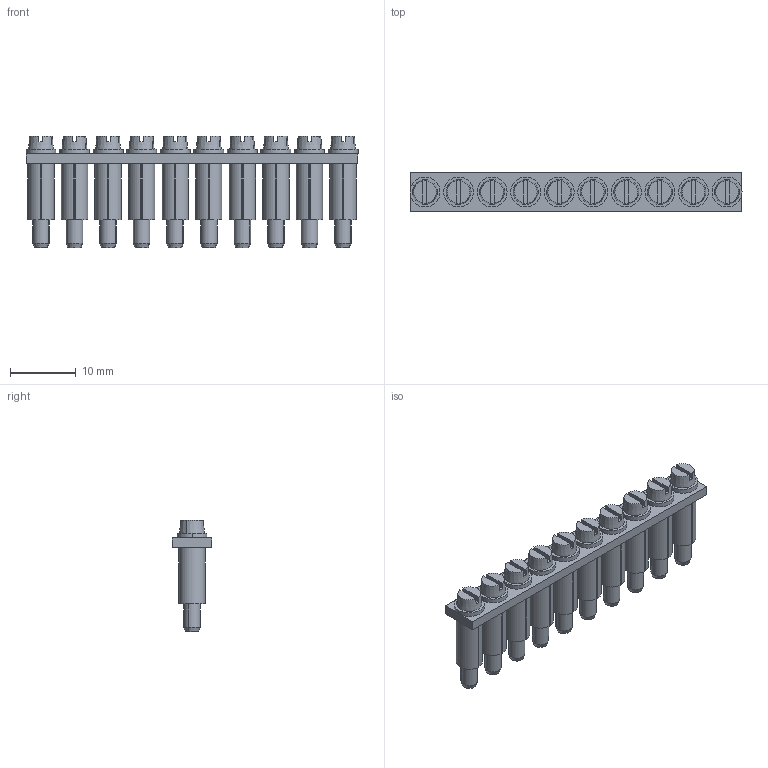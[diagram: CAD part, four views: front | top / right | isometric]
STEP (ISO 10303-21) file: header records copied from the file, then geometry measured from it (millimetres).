
FILE_DESCRIPTION(('CATIA V5 STEP Exchange','CAx-IF Rec.Pracs.--- Model Styling and Organization---1.4--- 2014-01-23'),'2;1');
FILE_NAME ('001889-2_0_0368100000_0368100000_S.stp','2021-05-07T06:33:47+00:00',('none'),('Weidmueller'),'CATIA Version 5-6 Release 2016 SP3 HF44','CATIA V5 STEP AP214','none');
FILE_SCHEMA(('AUTOMOTIVE_DESIGN { 1 0 10303 214 1 1 1 1 }'));
Length unit declared in the file: millimetre
Products named in the file (1): Produkt1_AllCATPart
Bounding box: 50.45 x 6 x 17 mm (x, y, z)
Volume: 1798.6 mm3; surface area: 4757.7 mm2
Topology: 31 solids, 31 shells, 336 faces, 712 edges, 448 vertices
Faces by surface type: plane 136, cylinder 120, cone 60, torus 20
Entity records: 8340 total; most frequent: CARTESIAN_POINT 1518, ORIENTED_EDGE 1424, DIRECTION 1146, EDGE_CURVE 712, AXIS2_PLACEMENT_3D 618, VERTEX_POINT 448, EDGE_LOOP 386, CIRCLE 380
